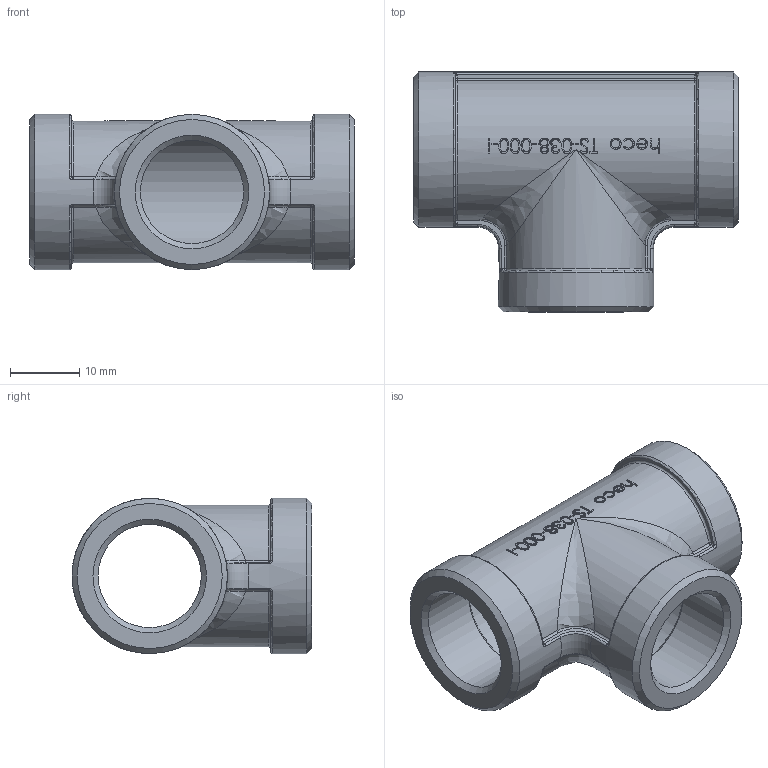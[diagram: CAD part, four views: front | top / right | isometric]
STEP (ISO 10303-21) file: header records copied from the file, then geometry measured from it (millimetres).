
FILE_DESCRIPTION (( 'STEP AP214' ), '1' );
FILE_NAME ('heco_TS-038-000-I.STEP', '2015-10-29T12:26:12', ( 'test' ), ( '' ), 'SwSTEP 2.0', 'SolidWorks 2011', '' );
FILE_SCHEMA (( 'AUTOMOTIVE_DESIGN' ));
Length unit declared in the file: millimetre
Products named in the file (1): heco_TS-038-000-I
Bounding box: 47 x 34.75 x 22.5 mm (x, y, z)
Volume: 8516.8 mm3; surface area: 7704.6 mm2
Topology: 1 solids, 1 shells, 315 faces, 780 edges, 477 vertices
Faces by surface type: bspline 154, cylinder 67, plane 55, torus 18, sphere 12, cone 9
Full cylindrical faces by diameter (mm): 14.95 x3, 17.5 x2, 22.5 x2
Entity records: 26373 total; most frequent: CARTESIAN_POINT 18849, ORIENTED_EDGE 1480, EDGE_CURVE 740, DIRECTION 730, VERTEX_POINT 471, B_SPLINE_CURVE_WITH_KNOTS 469, EDGE_LOOP 363, FACE_OUTER_BOUND 322
